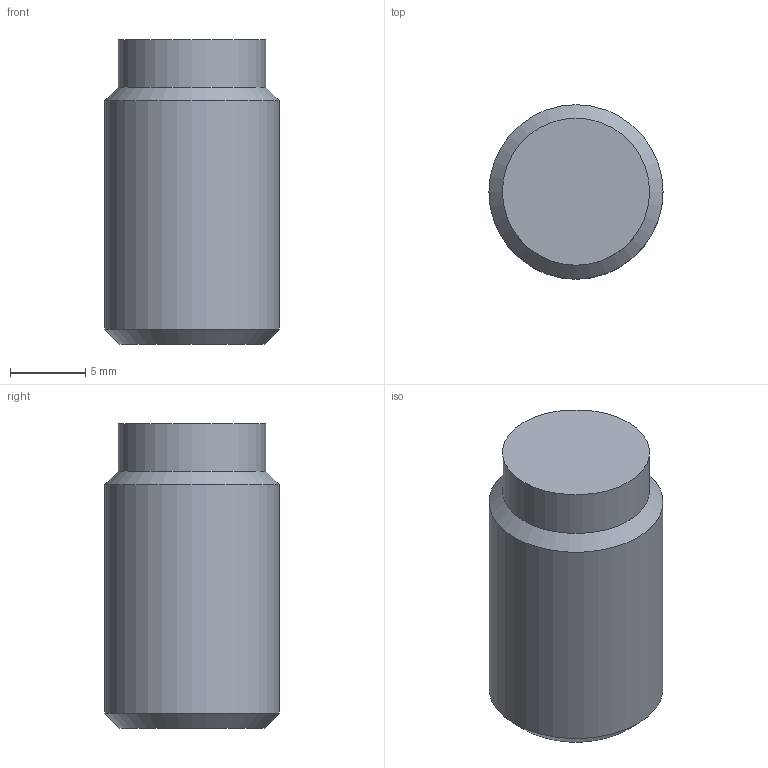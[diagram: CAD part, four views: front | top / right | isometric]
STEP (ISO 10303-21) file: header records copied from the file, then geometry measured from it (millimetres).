
FILE_DESCRIPTION(/* description */ ('STEP AP242','CAx-IF Rec.Pracs.---Representation and Presentation of Product Manufacturing Information (PMI)---4.0---2014-10-13','CAx-IF Rec.Pracs.---3D Tessellated Geometry---0.4---2014-09-14','2;1'),/* implementation_level */ '2;1');
FILE_NAME(/* name */ '686e3806c9dda50cf426f008',/* time_stamp */ '2025-07-09T09:36:07Z',/* author */ (''),/* organization */ (''),/* preprocessor_version */ 'ST-DEVELOPER v20',/* originating_system */ 'ONSHAPE BY PTC INC, 1.200',/* authorisation */ ' ');
FILE_SCHEMA (('AP242_MANAGED_MODEL_BASED_3D_ENGINEERING_MIM_LF { 1 0 10303 442 1 1 4 }'));
Length unit declared in the file: metre
Products named in the file (1): plug
Bounding box: 11.6 x 11.6 x 20.25 mm (x, y, z)
Volume: 2013.6 mm3; surface area: 888.6 mm2
Topology: 1 solids, 1 shells, 6 faces, 9 edges, 5 vertices
Faces by surface type: plane 2, cylinder 2, cone 2
Full cylindrical faces by diameter (mm): 9.8 x1, 11.6 x1
Entity records: 136 total; most frequent: DIRECTION 24, CARTESIAN_POINT 17, AXIS2_PLACEMENT_3D 12, ORIENTED_EDGE 10, EDGE_LOOP 10, FACE_BOUND 10, ADVANCED_FACE 6, EDGE_CURVE 5
